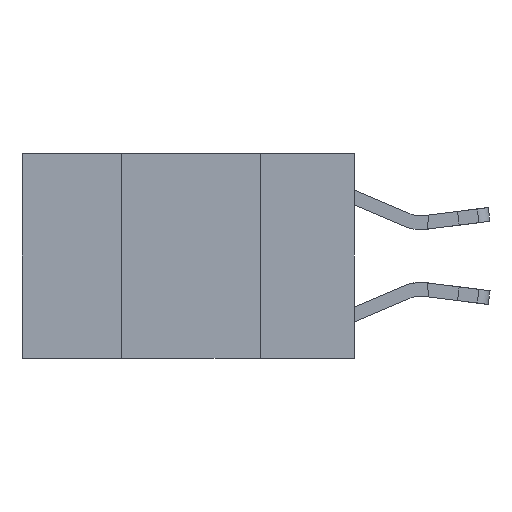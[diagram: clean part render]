
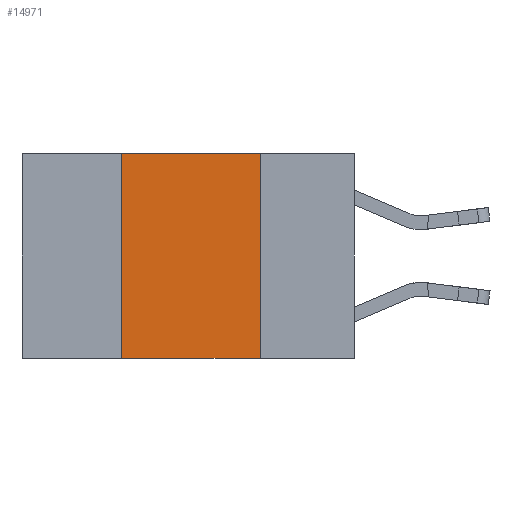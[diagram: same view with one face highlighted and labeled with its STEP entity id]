
A CAD part, left-side view. The second image highlights one B-rep face of the part: STEP entity #14971.
In plain terms, the highlighted planar face has unit normal (-1, 0, 0).
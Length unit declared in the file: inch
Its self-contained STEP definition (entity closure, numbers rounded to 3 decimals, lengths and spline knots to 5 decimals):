
#205 = VERTEX_POINT ( 'NONE', #20042 ) ;
#1036 = DIRECTION ( 'NONE',  ( 0., -1., 0. ) ) ;
#1196 = CARTESIAN_POINT ( 'NONE',  ( 0., 0.42, -0.37 ) ) ;
#1244 = DIRECTION ( 'NONE',  ( 1., 0., 0. ) ) ;
#1314 = FACE_OUTER_BOUND ( 'NONE', #20739, .T. ) ;
#2526 = LINE ( 'NONE', #19404, #3042 ) ;
#2772 = CARTESIAN_POINT ( 'NONE',  ( 0., 0.6, 0. ) ) ;
#3042 = VECTOR ( 'NONE', #9532, 39.37008 ) ;
#4104 = EDGE_CURVE ( 'NONE', #16236, #19619, #10029, .T. ) ;
#4581 = ORIENTED_EDGE ( 'NONE', *, *, #5202, .F. ) ;
#5202 = EDGE_CURVE ( 'NONE', #16236, #13938, #2526, .T. ) ;
#5476 = DIRECTION ( 'NONE',  ( 0., 0., -1. ) ) ;
#6301 = EDGE_CURVE ( 'NONE', #205, #19619, #8907, .T. ) ;
#6578 = VECTOR ( 'NONE', #7238, 39.37008 ) ;
#7238 = DIRECTION ( 'NONE',  ( 0., -1., 0. ) ) ;
#7910 = ORIENTED_EDGE ( 'NONE', *, *, #6301, .F. ) ;
#8907 = LINE ( 'NONE', #10421, #17147 ) ;
#9532 = DIRECTION ( 'NONE',  ( 0., 0., 1. ) ) ;
#9745 = CARTESIAN_POINT ( 'NONE',  ( 0., 0.6, -0.37 ) ) ;
#10029 = LINE ( 'NONE', #9745, #10518 ) ;
#10421 = CARTESIAN_POINT ( 'NONE',  ( 0., 0.17, 0. ) ) ;
#10518 = VECTOR ( 'NONE', #1036, 39.37008 ) ;
#10648 = AXIS2_PLACEMENT_3D ( 'NONE', #2772, #1244, #12673 ) ;
#11442 = LINE ( 'NONE', #15474, #6578 ) ;
#12673 = DIRECTION ( 'NONE',  ( 0., 0., -1. ) ) ;
#13938 = VERTEX_POINT ( 'NONE', #15054 ) ;
#14971 = ADVANCED_FACE ( 'NONE', ( #1314 ), #17588, .F. ) ;
#15054 = CARTESIAN_POINT ( 'NONE',  ( 0., 0.42, 0. ) ) ;
#15474 = CARTESIAN_POINT ( 'NONE',  ( 0., 0.6, 0. ) ) ;
#16236 = VERTEX_POINT ( 'NONE', #1196 ) ;
#17147 = VECTOR ( 'NONE', #5476, 39.37008 ) ;
#17588 = PLANE ( 'NONE',  #10648 ) ;
#17939 = EDGE_CURVE ( 'NONE', #13938, #205, #11442, .T. ) ;
#18219 = CARTESIAN_POINT ( 'NONE',  ( 0., 0.17, -0.37 ) ) ;
#18233 = ORIENTED_EDGE ( 'NONE', *, *, #4104, .T. ) ;
#19404 = CARTESIAN_POINT ( 'NONE',  ( 0., 0.42, 0. ) ) ;
#19619 = VERTEX_POINT ( 'NONE', #18219 ) ;
#20042 = CARTESIAN_POINT ( 'NONE',  ( 0., 0.17, 0. ) ) ;
#20739 = EDGE_LOOP ( 'NONE', ( #7910, #20985, #4581, #18233 ) ) ;
#20985 = ORIENTED_EDGE ( 'NONE', *, *, #17939, .F. ) ;
